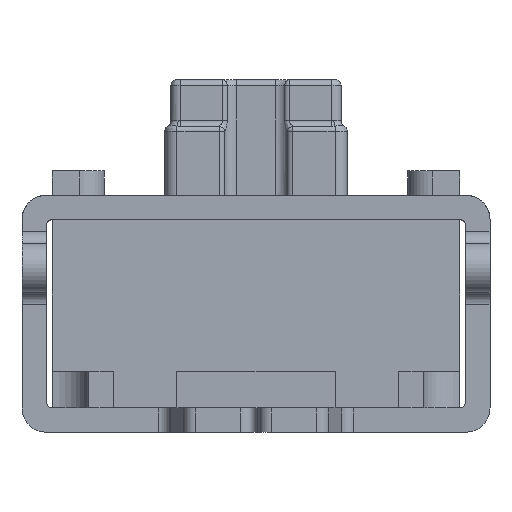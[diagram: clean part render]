
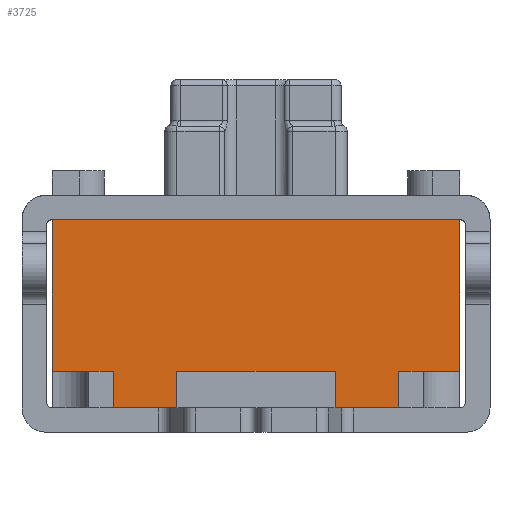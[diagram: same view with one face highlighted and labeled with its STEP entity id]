
A CAD part, front view. The second image highlights one B-rep face of the part: STEP entity #3725.
In plain terms, the highlighted planar face has unit normal (0, -1, 0).
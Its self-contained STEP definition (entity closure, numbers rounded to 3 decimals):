
#379=FACE_OUTER_BOUND('',#587,.T.);
#587=EDGE_LOOP('',(#3332,#3333,#3334,#3335,#3336,#3337,#3338,#3339,#3340,
#3341,#3342,#3343,#3344,#3345));
#607=LINE('',#5238,#930);
#608=LINE('',#5240,#931);
#609=LINE('',#5241,#932);
#616=LINE('',#5257,#939);
#617=LINE('',#5259,#940);
#627=LINE('',#5284,#950);
#628=LINE('',#5285,#951);
#632=LINE('',#5296,#955);
#764=LINE('',#6426,#1087);
#885=LINE('',#6802,#1208);
#886=LINE('',#6804,#1209);
#907=LINE('',#6853,#1230);
#911=LINE('',#6859,#1234);
#912=LINE('',#6861,#1235);
#930=VECTOR('',#4157,10.);
#931=VECTOR('',#4158,10.);
#932=VECTOR('',#4159,10.);
#939=VECTOR('',#4172,10.);
#940=VECTOR('',#4173,10.);
#950=VECTOR('',#4195,10.);
#951=VECTOR('',#4196,10.);
#955=VECTOR('',#4208,10.);
#1087=VECTOR('',#4754,10.);
#1208=VECTOR('',#5119,10.);
#1209=VECTOR('',#5122,10.);
#1230=VECTOR('',#5171,10.);
#1234=VECTOR('',#5177,10.);
#1235=VECTOR('',#5180,10.);
#1437=VERTEX_POINT('',#5209);
#1448=VERTEX_POINT('',#5233);
#1449=VERTEX_POINT('',#5237);
#1450=VERTEX_POINT('',#5239);
#1453=VERTEX_POINT('',#5248);
#1456=VERTEX_POINT('',#5256);
#1457=VERTEX_POINT('',#5258);
#1462=VERTEX_POINT('',#5273);
#1465=VERTEX_POINT('',#5281);
#1466=VERTEX_POINT('',#5283);
#1469=VERTEX_POINT('',#5295);
#1655=VERTEX_POINT('',#6423);
#1656=VERTEX_POINT('',#6425);
#1775=VERTEX_POINT('',#6851);
#1793=EDGE_CURVE('',#1449,#1448,#607,.T.);
#1794=EDGE_CURVE('',#1450,#1449,#608,.T.);
#1795=EDGE_CURVE('',#1437,#1450,#609,.T.);
#1803=EDGE_CURVE('',#1456,#1453,#616,.T.);
#1804=EDGE_CURVE('',#1457,#1456,#617,.T.);
#1816=EDGE_CURVE('',#1466,#1465,#627,.T.);
#1817=EDGE_CURVE('',#1462,#1466,#628,.T.);
#1822=EDGE_CURVE('',#1469,#1457,#632,.T.);
#2114=EDGE_CURVE('',#1656,#1655,#764,.T.);
#2295=EDGE_CURVE('',#1448,#1462,#885,.T.);
#2296=EDGE_CURVE('',#1453,#1437,#886,.T.);
#2321=EDGE_CURVE('',#1465,#1775,#907,.T.);
#2325=EDGE_CURVE('',#1655,#1469,#911,.T.);
#2326=EDGE_CURVE('',#1775,#1656,#912,.T.);
#3332=ORIENTED_EDGE('',*,*,#1817,.T.);
#3333=ORIENTED_EDGE('',*,*,#1816,.T.);
#3334=ORIENTED_EDGE('',*,*,#2321,.T.);
#3335=ORIENTED_EDGE('',*,*,#2326,.T.);
#3336=ORIENTED_EDGE('',*,*,#2114,.T.);
#3337=ORIENTED_EDGE('',*,*,#2325,.T.);
#3338=ORIENTED_EDGE('',*,*,#1822,.T.);
#3339=ORIENTED_EDGE('',*,*,#1804,.T.);
#3340=ORIENTED_EDGE('',*,*,#1803,.T.);
#3341=ORIENTED_EDGE('',*,*,#2296,.T.);
#3342=ORIENTED_EDGE('',*,*,#1795,.T.);
#3343=ORIENTED_EDGE('',*,*,#1794,.T.);
#3344=ORIENTED_EDGE('',*,*,#1793,.T.);
#3345=ORIENTED_EDGE('',*,*,#2295,.T.);
#3518=PLANE('',#4120);
#3725=ADVANCED_FACE('',(#379),#3518,.T.);
#4120=AXIS2_PLACEMENT_3D('',#6860,#5178,#5179);
#4157=DIRECTION('',(0.,0.,-1.));
#4158=DIRECTION('',(1.,0.,0.));
#4159=DIRECTION('',(0.,0.,1.));
#4172=DIRECTION('',(0.,0.,-1.));
#4173=DIRECTION('',(1.,0.,0.));
#4195=DIRECTION('',(1.,0.,0.));
#4196=DIRECTION('',(0.,0.,1.));
#4208=DIRECTION('',(1.,0.,0.));
#4754=DIRECTION('',(-1.,0.,0.));
#5119=DIRECTION('',(1.,0.,0.));
#5122=DIRECTION('',(1.,0.,0.));
#5171=DIRECTION('',(1.,0.,0.));
#5177=DIRECTION('',(0.,0.,-1.));
#5178=DIRECTION('center_axis',(0.,-1.,0.));
#5179=DIRECTION('ref_axis',(0.,0.,-1.));
#5180=DIRECTION('',(0.,0.,1.));
#5209=CARTESIAN_POINT('',(-0.65,-0.775,-0.775));
#5233=CARTESIAN_POINT('',(0.65,-0.775,-0.775));
#5237=CARTESIAN_POINT('',(0.65,-0.775,-0.475));
#5238=CARTESIAN_POINT('',(0.65,-0.775,-0.388));
#5239=CARTESIAN_POINT('',(-0.65,-0.775,-0.475));
#5240=CARTESIAN_POINT('',(0.,-0.775,-0.475));
#5241=CARTESIAN_POINT('',(-0.65,-0.775,-0.388));
#5248=CARTESIAN_POINT('',(-1.175,-0.775,-0.775));
#5256=CARTESIAN_POINT('',(-1.175,-0.775,-0.475));
#5257=CARTESIAN_POINT('',(-1.175,-0.775,-0.388));
#5258=CARTESIAN_POINT('',(-1.375,-0.775,-0.475));
#5259=CARTESIAN_POINT('',(-0.713,-0.775,-0.475));
#5273=CARTESIAN_POINT('',(1.175,-0.775,-0.775));
#5281=CARTESIAN_POINT('',(1.375,-0.775,-0.475));
#5283=CARTESIAN_POINT('',(1.175,-0.775,-0.475));
#5284=CARTESIAN_POINT('',(0.713,-0.775,-0.475));
#5285=CARTESIAN_POINT('',(1.175,-0.775,-0.388));
#5295=CARTESIAN_POINT('',(-1.675,-0.775,-0.475));
#5296=CARTESIAN_POINT('',(-0.713,-0.775,-0.475));
#6423=CARTESIAN_POINT('',(-1.675,-0.775,0.775));
#6425=CARTESIAN_POINT('',(1.675,-0.775,0.775));
#6426=CARTESIAN_POINT('',(1.675,-0.775,0.775));
#6802=CARTESIAN_POINT('',(-1.675,-0.775,-0.775));
#6804=CARTESIAN_POINT('',(-1.675,-0.775,-0.775));
#6851=CARTESIAN_POINT('',(1.675,-0.775,-0.475));
#6853=CARTESIAN_POINT('',(0.713,-0.775,-0.475));
#6859=CARTESIAN_POINT('',(-1.675,-0.775,0.775));
#6860=CARTESIAN_POINT('Origin',(0.,-0.775,0.));
#6861=CARTESIAN_POINT('',(1.675,-0.775,-0.775));
